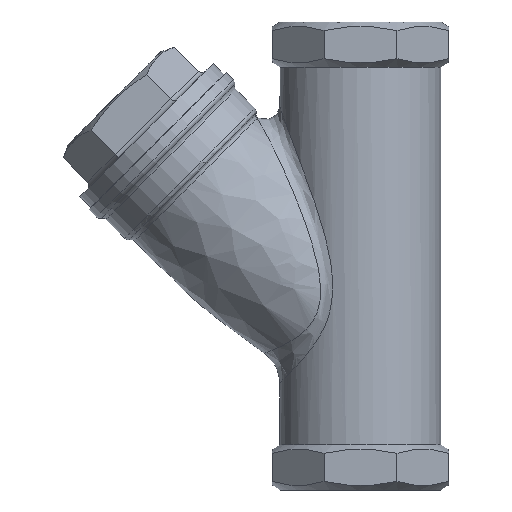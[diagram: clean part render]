
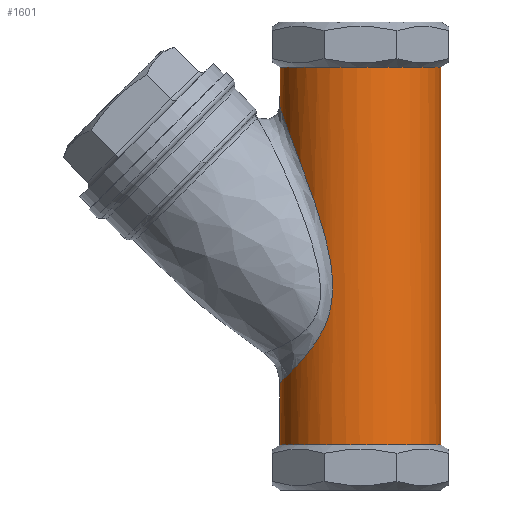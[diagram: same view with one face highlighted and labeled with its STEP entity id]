
A CAD part, front view. The second image highlights one B-rep face of the part: STEP entity #1601.
In plain terms, the highlighted cylindrical face has radius 16 mm (diameter 32 mm), a full revolution.
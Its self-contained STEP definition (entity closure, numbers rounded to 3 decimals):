
#1368=CARTESIAN_POINT('',(-14.9,5.83,45.805));
#1369=VERTEX_POINT('',#1368);
#1384=CARTESIAN_POINT('',(-14.899,5.83,45.802));
#1385=CARTESIAN_POINT('',(-14.365,7.2,44.727));
#1386=CARTESIAN_POINT('',(-13.074,9.427,41.957));
#1387=CARTESIAN_POINT('',(-10.318,12.484,35.449));
#1388=CARTESIAN_POINT('',(-7.679,14.117,28.111));
#1389=CARTESIAN_POINT('',(-5.724,14.964,20.433));
#1390=CARTESIAN_POINT('',(-4.778,15.267,14.244));
#1391=CARTESIAN_POINT('',(-4.928,15.232,7.821));
#1392=CARTESIAN_POINT('',(-6.873,14.536,2.165));
#1393=CARTESIAN_POINT('',(-9.704,12.891,-1.949));
#1394=CARTESIAN_POINT('',(-11.505,11.19,-3.946));
#1395=CARTESIAN_POINT('',(-13.412,8.891,-5.882));
#1396=CARTESIAN_POINT('',(-15.257,5.789,-7.515));
#1397=CARTESIAN_POINT('',(-16.349,0.163,-8.195));
#1398=CARTESIAN_POINT('',(-15.357,-5.572,-7.041));
#1399=CARTESIAN_POINT('',(-12.519,-10.468,-4.169));
#1400=CARTESIAN_POINT('',(-9.159,-13.273,-0.364));
#1401=CARTESIAN_POINT('',(-6.759,-14.531,3.939));
#1402=CARTESIAN_POINT('',(-5.639,-14.978,7.819));
#1403=CARTESIAN_POINT('',(-5.405,-15.058,12.016));
#1404=CARTESIAN_POINT('',(-5.988,-14.848,17.498));
#1405=CARTESIAN_POINT('',(-7.659,-14.133,24.015));
#1406=CARTESIAN_POINT('',(-10.234,-12.453,31.493));
#1407=CARTESIAN_POINT('',(-12.024,-10.653,36.183));
#1408=CARTESIAN_POINT('',(-13.779,-8.262,40.864));
#1409=CARTESIAN_POINT('',(-15.097,-6.004,44.432));
#1410=CARTESIAN_POINT('',(-15.958,-2.047,47.156));
#1411=CARTESIAN_POINT('',(-16.031,0.526,47.723));
#1412=CARTESIAN_POINT('',(-15.786,3.118,47.521));
#1413=CARTESIAN_POINT('',(-15.29,4.828,46.589));
#1414=CARTESIAN_POINT('',(-14.899,5.83,45.802));
#1415=B_SPLINE_CURVE_WITH_KNOTS('',3,(#1384,#1385,#1386,#1387,#1388,#1389,#1390,#1391,#1392,#1393,#1394,#1395,#1396,#1397,#1398,#1399,#1400,#1401,#1402,#1403,#1404,#1405,#1406,#1407,#1408,#1409,#1410,#1411,#1412,#1413,#1414),.UNSPECIFIED.,.T.,.U.,(4,1,1,1,1,1,1,1,1,2,1,1,1,1,1,1,1,1,1,1,1,2,1,1,1,1,4),(-16.809,-16.184,-15.559,-14.309,-13.684,-13.059,-12.434,-11.809,-11.184,-10.559,-9.732,-8.905,-8.077,-7.25,-6.423,-6.01,-5.596,-5.183,-4.769,-3.942,-3.115,-2.288,-1.373,-0.915,-0.686,-0.458,0.0),.UNSPECIFIED.);
#1416=EDGE_CURVE('',#1369,#1369,#1415,.T.);
#1571=CARTESIAN_POINT('',(0.,0.0,17.5));
#1572=DIRECTION('',(0.,0.0,1.0));
#1573=DIRECTION('',(1.0,0.0,0.0));
#1574=AXIS2_PLACEMENT_3D('',#1571,#1572,#1573);
#1575=CYLINDRICAL_SURFACE('',#1574,16.);
#1576=CARTESIAN_POINT('',(-16.,0.,-20.0));
#1577=VERTEX_POINT('',#1576);
#1578=CARTESIAN_POINT('',(0.,0.0,-20.0));
#1579=DIRECTION('',(0.0,0.0,1.0));
#1580=DIRECTION('',(1.0,0.0,0.0));
#1581=AXIS2_PLACEMENT_3D('',#1578,#1579,#1580);
#1582=CIRCLE('',#1581,16.);
#1583=EDGE_CURVE('',#1577,#1577,#1582,.T.);
#1584=ORIENTED_EDGE('',*,*,#1583,.T.);
#1585=EDGE_LOOP('',(#1584));
#1586=FACE_OUTER_BOUND('',#1585,.T.);
#1587=CARTESIAN_POINT('',(-14.782,6.123,55.0));
#1588=VERTEX_POINT('',#1587);
#1589=CARTESIAN_POINT('',(0.,0.0,55.));
#1590=DIRECTION('',(0.0,0.0,-1.0));
#1591=DIRECTION('',(1.0,0.0,0.0));
#1592=AXIS2_PLACEMENT_3D('',#1589,#1590,#1591);
#1593=CIRCLE('',#1592,16.);
#1594=EDGE_CURVE('',#1588,#1588,#1593,.T.);
#1595=ORIENTED_EDGE('',*,*,#1594,.T.);
#1596=EDGE_LOOP('',(#1595));
#1597=FACE_BOUND('',#1596,.T.);
#1598=ORIENTED_EDGE('',*,*,#1416,.F.);
#1599=EDGE_LOOP('',(#1598));
#1600=FACE_BOUND('',#1599,.T.);
#1601=ADVANCED_FACE('',(#1586,#1597,#1600),#1575,.T.);
